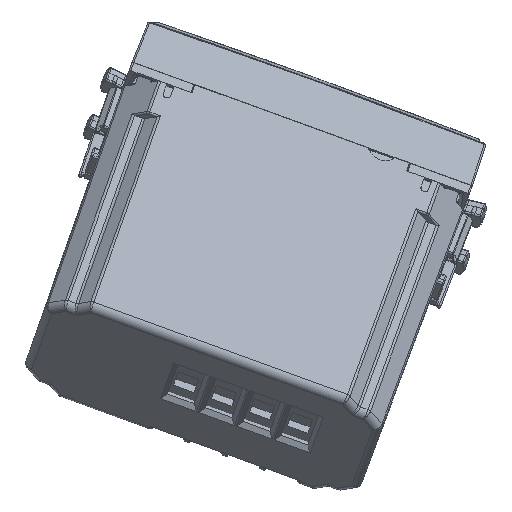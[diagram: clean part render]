
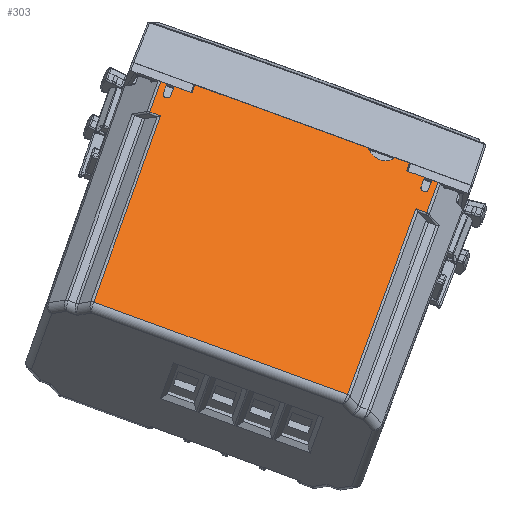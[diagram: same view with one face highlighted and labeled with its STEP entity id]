
A CAD part, left-side view. The second image highlights one B-rep face of the part: STEP entity #303.
In plain terms, the highlighted face is planar.
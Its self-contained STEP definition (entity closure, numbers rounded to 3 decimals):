
#80=CARTESIAN_POINT('Vertex',(11.162,17.473,-1.535)) ;
#83=CARTESIAN_POINT('Line Origine',(11.168,17.487,-0.767)) ;
#87=CARTESIAN_POINT('Vertex',(11.175,17.5,0.)) ;
#113=CARTESIAN_POINT('Vertex',(11.162,16.527,-1.535)) ;
#117=CARTESIAN_POINT('Control Point',(11.162,17.473,-1.535)) ;
#118=CARTESIAN_POINT('Control Point',(11.159,17.468,-1.829)) ;
#119=CARTESIAN_POINT('Control Point',(11.156,17.237,-2.131)) ;
#120=CARTESIAN_POINT('Control Point',(11.156,16.763,-2.131)) ;
#121=CARTESIAN_POINT('Control Point',(11.159,16.532,-1.829)) ;
#122=CARTESIAN_POINT('Control Point',(11.162,16.527,-1.535)) ;
#139=CARTESIAN_POINT('Axis2P3D Location',(11.175,0.,0.)) ;
#145=CARTESIAN_POINT('Control Point',(11.186,12.273,1.275)) ;
#146=CARTESIAN_POINT('Control Point',(11.179,11.87,0.502)) ;
#147=CARTESIAN_POINT('Control Point',(11.174,11.046,-0.058)) ;
#148=CARTESIAN_POINT('Control Point',(11.174,9.954,-0.058)) ;
#149=CARTESIAN_POINT('Control Point',(11.179,9.13,0.502)) ;
#150=CARTESIAN_POINT('Control Point',(11.186,8.727,1.275)) ;
#151=CARTESIAN_POINT('Vertex',(11.186,12.273,1.275)) ;
#153=CARTESIAN_POINT('Vertex',(11.186,8.727,1.275)) ;
#156=CARTESIAN_POINT('Line Origine',(11.186,0.,1.275)) ;
#160=CARTESIAN_POINT('Vertex',(11.186,-14.153,1.275)) ;
#164=CARTESIAN_POINT('Control Point',(11.175,-14.175,0.)) ;
#165=CARTESIAN_POINT('Control Point',(11.186,-14.153,1.275)) ;
#166=CARTESIAN_POINT('Vertex',(11.175,-14.175,0.)) ;
#169=CARTESIAN_POINT('Line Origine',(11.175,0.,0.)) ;
#173=CARTESIAN_POINT('Vertex',(11.175,-16.5,0.)) ;
#177=CARTESIAN_POINT('Control Point',(11.175,-16.5,0.)) ;
#178=CARTESIAN_POINT('Control Point',(11.162,-16.527,-1.535)) ;
#179=CARTESIAN_POINT('Vertex',(11.162,-16.527,-1.535)) ;
#183=CARTESIAN_POINT('Control Point',(11.162,-17.473,-1.535)) ;
#184=CARTESIAN_POINT('Control Point',(11.159,-17.468,-1.829)) ;
#185=CARTESIAN_POINT('Control Point',(11.156,-17.237,-2.131)) ;
#186=CARTESIAN_POINT('Control Point',(11.156,-16.763,-2.131)) ;
#187=CARTESIAN_POINT('Control Point',(11.159,-16.532,-1.829)) ;
#188=CARTESIAN_POINT('Control Point',(11.162,-16.527,-1.535)) ;
#189=CARTESIAN_POINT('Vertex',(11.162,-17.473,-1.535)) ;
#193=CARTESIAN_POINT('Control Point',(11.175,-17.5,0.)) ;
#194=CARTESIAN_POINT('Control Point',(11.162,-17.473,-1.535)) ;
#195=CARTESIAN_POINT('Vertex',(11.175,-17.5,0.)) ;
#198=CARTESIAN_POINT('Line Origine',(11.175,0.,0.)) ;
#202=CARTESIAN_POINT('Vertex',(11.175,-18.293,0.)) ;
#206=CARTESIAN_POINT('Control Point',(11.133,-18.276,-4.802)) ;
#207=CARTESIAN_POINT('Control Point',(11.175,-18.293,0.)) ;
#208=CARTESIAN_POINT('Vertex',(11.133,-18.276,-4.802)) ;
#211=CARTESIAN_POINT('Line Origine',(11.133,0.,-4.802)) ;
#215=CARTESIAN_POINT('Vertex',(11.133,-16.864,-4.802)) ;
#219=CARTESIAN_POINT('Control Point',(10.878,-16.758,-34.009)) ;
#220=CARTESIAN_POINT('Control Point',(11.133,-16.864,-4.802)) ;
#221=CARTESIAN_POINT('Vertex',(10.878,-16.758,-34.009)) ;
#224=CARTESIAN_POINT('Line Origine',(10.878,0.,-34.009)) ;
#228=CARTESIAN_POINT('Vertex',(10.878,16.758,-34.009)) ;
#232=CARTESIAN_POINT('Control Point',(10.878,16.758,-34.009)) ;
#233=CARTESIAN_POINT('Control Point',(11.133,16.864,-4.802)) ;
#234=CARTESIAN_POINT('Vertex',(11.133,16.864,-4.802)) ;
#237=CARTESIAN_POINT('Line Origine',(11.133,0.,-4.802)) ;
#241=CARTESIAN_POINT('Vertex',(11.133,18.276,-4.802)) ;
#245=CARTESIAN_POINT('Control Point',(11.133,18.276,-4.802)) ;
#246=CARTESIAN_POINT('Control Point',(11.175,18.293,0.)) ;
#247=CARTESIAN_POINT('Vertex',(11.175,18.293,0.)) ;
#250=CARTESIAN_POINT('Line Origine',(11.175,0.,0.)) ;
#256=CARTESIAN_POINT('Control Point',(11.175,16.5,0.)) ;
#257=CARTESIAN_POINT('Control Point',(11.162,16.527,-1.535)) ;
#258=CARTESIAN_POINT('Vertex',(11.175,16.5,0.)) ;
#261=CARTESIAN_POINT('Line Origine',(11.175,0.,0.)) ;
#265=CARTESIAN_POINT('Vertex',(11.175,14.175,0.)) ;
#269=CARTESIAN_POINT('Control Point',(11.175,14.175,0.)) ;
#270=CARTESIAN_POINT('Control Point',(11.186,14.153,1.275)) ;
#271=CARTESIAN_POINT('Vertex',(11.186,14.153,1.275)) ;
#274=CARTESIAN_POINT('Line Origine',(11.186,0.,1.275)) ;
#84=DIRECTION('Vector Direction',(-0.009,-0.017,-1.)) ;
#140=DIRECTION('Axis2P3D Direction',(-1.,0.,0.009)) ;
#141=DIRECTION('Axis2P3D XDirection',(0.,-1.,0.)) ;
#157=DIRECTION('Vector Direction',(0.,-1.,0.)) ;
#170=DIRECTION('Vector Direction',(0.,-1.,0.)) ;
#199=DIRECTION('Vector Direction',(0.,-1.,0.)) ;
#212=DIRECTION('Vector Direction',(0.,-1.,0.)) ;
#225=DIRECTION('Vector Direction',(0.,-1.,0.)) ;
#238=DIRECTION('Vector Direction',(0.,-1.,0.)) ;
#251=DIRECTION('Vector Direction',(0.,-1.,0.)) ;
#262=DIRECTION('Vector Direction',(0.,-1.,0.)) ;
#275=DIRECTION('Vector Direction',(0.,-1.,0.)) ;
#142=AXIS2_PLACEMENT_3D('Plane Axis2P3D',#139,#140,#141) ;
#280=ORIENTED_EDGE('',*,*,#155,.T.) ;
#281=ORIENTED_EDGE('',*,*,#162,.F.) ;
#282=ORIENTED_EDGE('',*,*,#168,.T.) ;
#283=ORIENTED_EDGE('',*,*,#175,.T.) ;
#284=ORIENTED_EDGE('',*,*,#181,.T.) ;
#285=ORIENTED_EDGE('',*,*,#191,.F.) ;
#286=ORIENTED_EDGE('',*,*,#197,.F.) ;
#287=ORIENTED_EDGE('',*,*,#204,.T.) ;
#288=ORIENTED_EDGE('',*,*,#210,.T.) ;
#289=ORIENTED_EDGE('',*,*,#217,.F.) ;
#290=ORIENTED_EDGE('',*,*,#223,.T.) ;
#291=ORIENTED_EDGE('',*,*,#230,.F.) ;
#292=ORIENTED_EDGE('',*,*,#236,.T.) ;
#293=ORIENTED_EDGE('',*,*,#243,.F.) ;
#294=ORIENTED_EDGE('',*,*,#249,.T.) ;
#295=ORIENTED_EDGE('',*,*,#254,.F.) ;
#296=ORIENTED_EDGE('',*,*,#89,.T.) ;
#297=ORIENTED_EDGE('',*,*,#123,.T.) ;
#298=ORIENTED_EDGE('',*,*,#260,.F.) ;
#299=ORIENTED_EDGE('',*,*,#267,.F.) ;
#300=ORIENTED_EDGE('',*,*,#273,.T.) ;
#301=ORIENTED_EDGE('',*,*,#278,.F.) ;
#85=VECTOR('Line Direction',#84,1.) ;
#158=VECTOR('Line Direction',#157,1.) ;
#171=VECTOR('Line Direction',#170,1.) ;
#200=VECTOR('Line Direction',#199,1.) ;
#213=VECTOR('Line Direction',#212,1.) ;
#226=VECTOR('Line Direction',#225,1.) ;
#239=VECTOR('Line Direction',#238,1.) ;
#252=VECTOR('Line Direction',#251,1.) ;
#263=VECTOR('Line Direction',#262,1.) ;
#276=VECTOR('Line Direction',#275,1.) ;
#303=ADVANCED_FACE('PartBody',(#302),#143,.F.) ;
#116=B_SPLINE_CURVE_WITH_KNOTS('',5,(#117,#118,#119,#120,#121,#122),.UNSPECIFIED.,.F.,.U.,(6,6),(0.,2.079),.UNSPECIFIED.) ;
#144=B_SPLINE_CURVE_WITH_KNOTS('',5,(#145,#146,#147,#148,#149,#150),.UNSPECIFIED.,.F.,.U.,(6,6),(0.,6.166),.UNSPECIFIED.) ;
#163=B_SPLINE_CURVE_WITH_KNOTS('',1,(#164,#165),.UNSPECIFIED.,.F.,.U.,(2,2),(-0.638,0.638),.UNSPECIFIED.) ;
#176=B_SPLINE_CURVE_WITH_KNOTS('',1,(#177,#178),.UNSPECIFIED.,.F.,.U.,(2,2),(-0.768,0.768),.UNSPECIFIED.) ;
#182=B_SPLINE_CURVE_WITH_KNOTS('',5,(#183,#184,#185,#186,#187,#188),.UNSPECIFIED.,.F.,.U.,(6,6),(0.,2.079),.UNSPECIFIED.) ;
#192=B_SPLINE_CURVE_WITH_KNOTS('',1,(#193,#194),.UNSPECIFIED.,.F.,.U.,(2,2),(-0.768,0.768),.UNSPECIFIED.) ;
#205=B_SPLINE_CURVE_WITH_KNOTS('',1,(#206,#207),.UNSPECIFIED.,.F.,.U.,(2,2),(11.191,15.993),.UNSPECIFIED.) ;
#218=B_SPLINE_CURVE_WITH_KNOTS('',1,(#219,#220),.UNSPECIFIED.,.F.,.U.,(2,2),(-17.643,11.566),.UNSPECIFIED.) ;
#231=B_SPLINE_CURVE_WITH_KNOTS('',1,(#232,#233),.UNSPECIFIED.,.F.,.U.,(2,2),(-17.643,11.566),.UNSPECIFIED.) ;
#244=B_SPLINE_CURVE_WITH_KNOTS('',1,(#245,#246),.UNSPECIFIED.,.F.,.U.,(2,2),(11.191,15.993),.UNSPECIFIED.) ;
#255=B_SPLINE_CURVE_WITH_KNOTS('',1,(#256,#257),.UNSPECIFIED.,.F.,.U.,(2,2),(-0.768,0.768),.UNSPECIFIED.) ;
#268=B_SPLINE_CURVE_WITH_KNOTS('',1,(#269,#270),.UNSPECIFIED.,.F.,.U.,(2,2),(-0.638,0.638),.UNSPECIFIED.) ;
#89=EDGE_CURVE('',#88,#81,#86,.T.) ;
#123=EDGE_CURVE('',#81,#114,#116,.T.) ;
#155=EDGE_CURVE('',#152,#154,#144,.T.) ;
#162=EDGE_CURVE('',#161,#154,#159,.F.) ;
#168=EDGE_CURVE('',#161,#167,#163,.F.) ;
#175=EDGE_CURVE('',#167,#174,#172,.T.) ;
#181=EDGE_CURVE('',#174,#180,#176,.T.) ;
#191=EDGE_CURVE('',#190,#180,#182,.T.) ;
#197=EDGE_CURVE('',#196,#190,#192,.T.) ;
#204=EDGE_CURVE('',#196,#203,#201,.T.) ;
#210=EDGE_CURVE('',#203,#209,#205,.F.) ;
#217=EDGE_CURVE('',#216,#209,#214,.T.) ;
#223=EDGE_CURVE('',#216,#222,#218,.F.) ;
#230=EDGE_CURVE('',#229,#222,#227,.T.) ;
#236=EDGE_CURVE('',#229,#235,#231,.T.) ;
#243=EDGE_CURVE('',#242,#235,#240,.T.) ;
#249=EDGE_CURVE('',#242,#248,#244,.T.) ;
#254=EDGE_CURVE('',#88,#248,#253,.F.) ;
#260=EDGE_CURVE('',#259,#114,#255,.T.) ;
#267=EDGE_CURVE('',#266,#259,#264,.F.) ;
#273=EDGE_CURVE('',#266,#272,#268,.T.) ;
#278=EDGE_CURVE('',#152,#272,#277,.F.) ;
#279=EDGE_LOOP('',(#280,#281,#282,#283,#284,#285,#286,#287,#288,#289,#290,#291,#292,#293,#294,#295,#296,#297,#298,#299,#300,#301)) ;
#302=FACE_OUTER_BOUND('',#279,.T.) ;
#86=LINE('Line',#83,#85) ;
#159=LINE('Line',#156,#158) ;
#172=LINE('Line',#169,#171) ;
#201=LINE('Line',#198,#200) ;
#214=LINE('Line',#211,#213) ;
#227=LINE('Line',#224,#226) ;
#240=LINE('Line',#237,#239) ;
#253=LINE('Line',#250,#252) ;
#264=LINE('Line',#261,#263) ;
#277=LINE('Line',#274,#276) ;
#143=PLANE('',#142) ;
#81=VERTEX_POINT('',#80) ;
#88=VERTEX_POINT('',#87) ;
#114=VERTEX_POINT('',#113) ;
#152=VERTEX_POINT('',#151) ;
#154=VERTEX_POINT('',#153) ;
#161=VERTEX_POINT('',#160) ;
#167=VERTEX_POINT('',#166) ;
#174=VERTEX_POINT('',#173) ;
#180=VERTEX_POINT('',#179) ;
#190=VERTEX_POINT('',#189) ;
#196=VERTEX_POINT('',#195) ;
#203=VERTEX_POINT('',#202) ;
#209=VERTEX_POINT('',#208) ;
#216=VERTEX_POINT('',#215) ;
#222=VERTEX_POINT('',#221) ;
#229=VERTEX_POINT('',#228) ;
#235=VERTEX_POINT('',#234) ;
#242=VERTEX_POINT('',#241) ;
#248=VERTEX_POINT('',#247) ;
#259=VERTEX_POINT('',#258) ;
#266=VERTEX_POINT('',#265) ;
#272=VERTEX_POINT('',#271) ;
